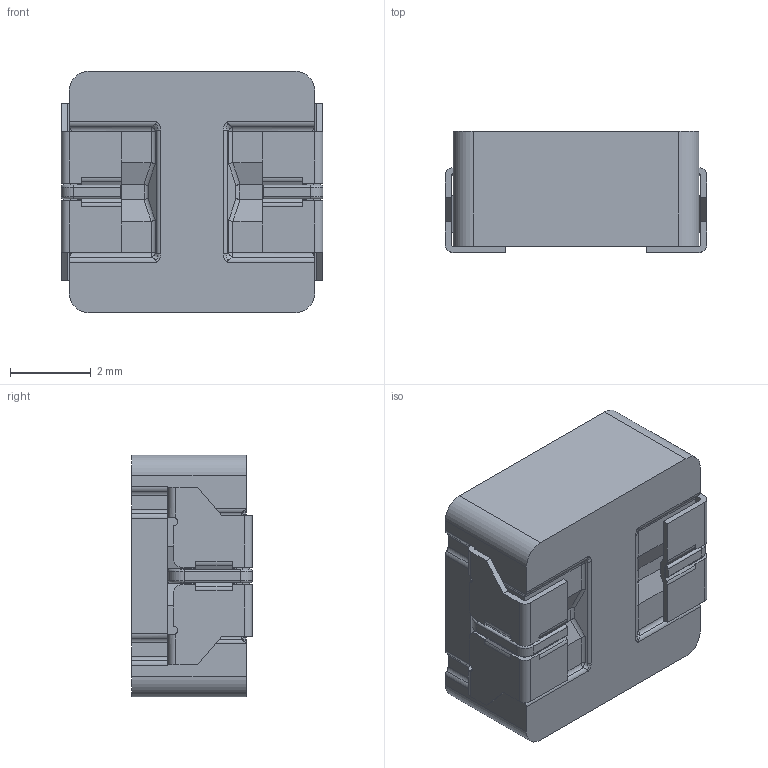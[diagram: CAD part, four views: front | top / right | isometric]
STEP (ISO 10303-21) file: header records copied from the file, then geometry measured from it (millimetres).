
FILE_DESCRIPTION (( 'STEP AP214' ), '1' );
FILE_NAME ('ETQP3M100HFN.STEP', '2017-07-25T08:11:48', ( '' ), ( '' ), 'SwSTEP 2.0', 'SolidWorks 2015', '' );
FILE_SCHEMA (( 'AUTOMOTIVE_DESIGN' ));
Length unit declared in the file: millimetre
Products named in the file (1): ETQP3M220HFN
Bounding box: 6.5 x 3 x 6 mm (x, y, z)
Volume: 103.5 mm3; surface area: 190.4 mm2
Topology: 1 solids, 1 shells, 283 faces, 808 edges, 508 vertices
Faces by surface type: plane 145, cylinder 116, bspline 12, torus 8, cone 2
Entity records: 12657 total; most frequent: CARTESIAN_POINT 2188, ORIENTED_EDGE 1608, DIRECTION 1500, EDGE_CURVE 804, VECTOR 516, LINE 516, VERTEX_POINT 508, AXIS2_PLACEMENT_3D 492
